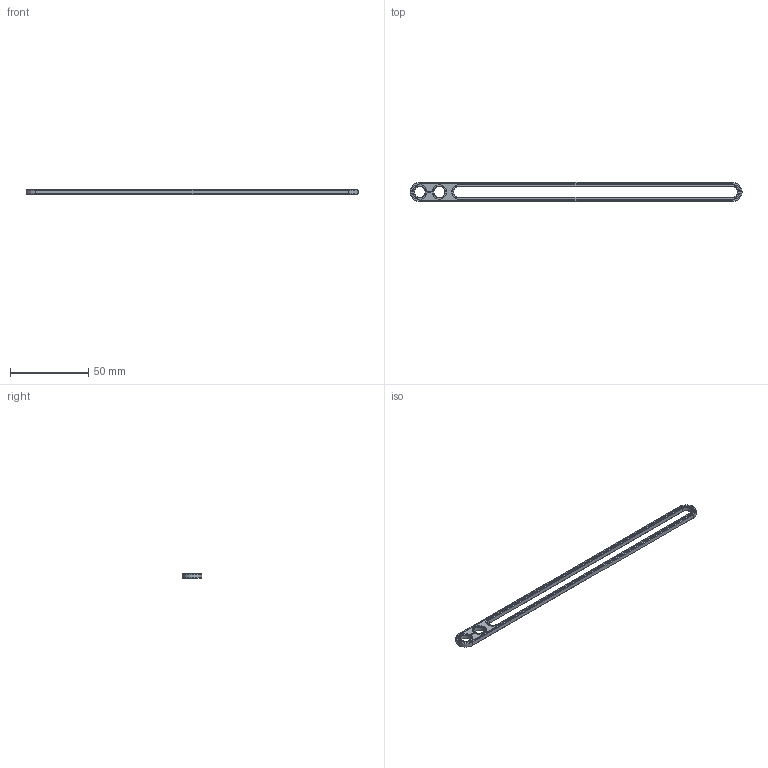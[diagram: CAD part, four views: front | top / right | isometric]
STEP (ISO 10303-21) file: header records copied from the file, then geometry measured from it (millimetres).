
FILE_DESCRIPTION(('FreeCAD Model'),'2;1');
FILE_NAME('Open CASCADE Shape Model','2021-02-26T21:33:18',( 'Paulo Kiefe'),('STEMFIE.org'),'Open CASCADE STEP processor 7.4', 'FreeCAD','Unknown');
FILE_SCHEMA(('AUTOMOTIVE_DESIGN { 1 0 10303 214 1 1 1 1 }'));
Length unit declared in the file: millimetre
Products named in the file (1): Brace_STR_SLT_SE_ERR_-_BU17x01x00.25x15_SPN-BRC-0240_(stemfie.org)
Bounding box: 212.5 x 12.5 x 3.12 mm (x, y, z)
Volume: 3863.2 mm3; surface area: 5111.9 mm2
Topology: 1 solids, 1 shells, 541 faces, 1485 edges, 984 vertices
Faces by surface type: plane 337, extrusion 180, cone 12, cylinder 12
Full cylindrical faces by diameter (mm): 7 x2, 9.2 x2
Entity records: 37691 total; most frequent: CARTESIAN_POINT 9338, DIRECTION 4491, VECTOR 3671, LINE 3491, ORIENTED_EDGE 2970, PCURVE 2970, DEFINITIONAL_REPRESENTATION 2970, EDGE_CURVE 1485
